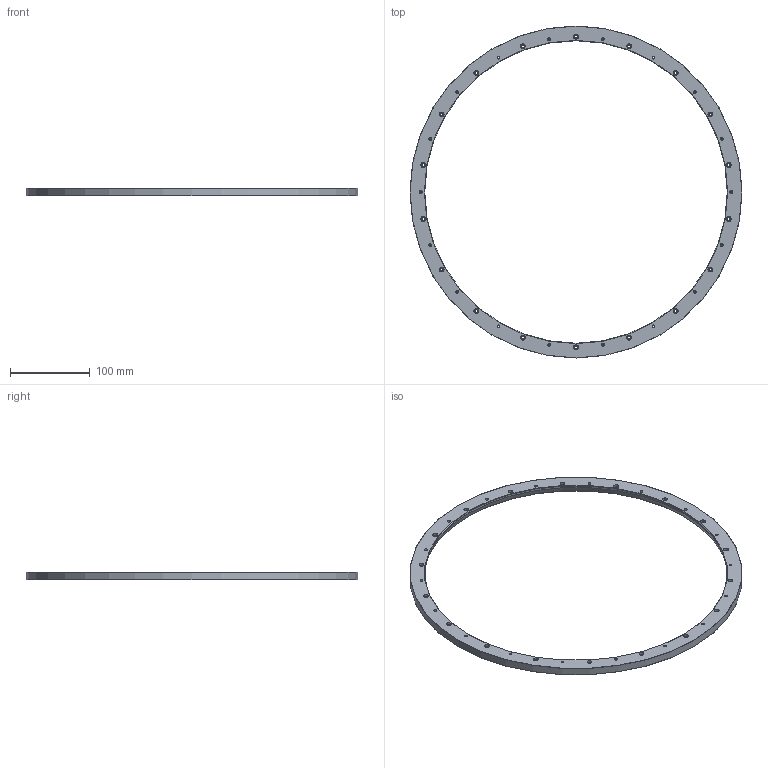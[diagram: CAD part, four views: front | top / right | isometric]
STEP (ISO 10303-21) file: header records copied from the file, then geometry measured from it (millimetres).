
FILE_DESCRIPTION(/* description */ (''),/* implementation_level */ '2;1');
FILE_NAME(/* name */ 'LA_9517_4835_01_A.stp',/* time_stamp */ '2010-09-06T14:42:35+01:00',/* author */ (''),/* organization */ (''),/* preprocessor_version */ 'ST-DEVELOPER v11',/* originating_system */ 'SIEMENS UGS NX 6.0',/* authorisation */ '');
FILE_SCHEMA (('AUTOMOTIVE_DESIGN { 1 0 10303 214 1 1 1 1 }'));
Length unit declared in the file: millimetre
Products named in the file (1): LA-9517-4835-01_A
Bounding box: 417.2 x 417.2 x 10 mm (x, y, z)
Volume: 220105.4 mm3; surface area: 72115.5 mm2
Topology: 1 solids, 1 shells, 117 faces, 285 edges, 210 vertices
Faces by surface type: cylinder 74, plane 38, cone 5
Full cylindrical faces by diameter (mm): 2.6 x18, 3.5 x36, 6 x18, 380.05 x1, 417.2 x1
Entity records: 3022 total; most frequent: DIRECTION 570, CARTESIAN_POINT 440, FACE_BOUND 306, EDGE_LOOP 306, ORIENTED_EDGE 306, AXIS2_PLACEMENT_3D 283, CIRCLE 165, VERTEX_POINT 153
